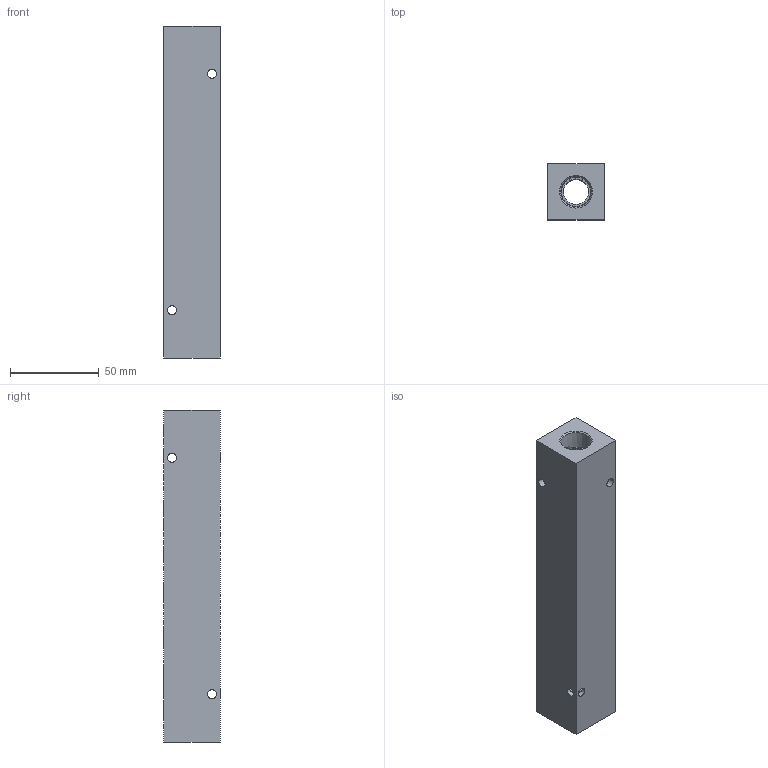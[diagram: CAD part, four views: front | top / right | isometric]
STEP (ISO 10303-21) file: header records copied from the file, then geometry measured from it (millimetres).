
FILE_DESCRIPTION (( 'STEP AP203' ), '1' );
FILE_NAME ('MRA-8DC.step', '2015-12-02T21:10:37', ( '' ), ( '' ), 'SwSTEP 2.0', 'SolidWorks 2015', '' );
FILE_SCHEMA (( 'CONFIG_CONTROL_DESIGN' ));
Length unit declared in the file: inch
Products named in the file (1): MRA-8DC
Bounding box: 31.75 x 31.75 x 187.32 mm (x, y, z)
Volume: 144344.6 mm3; surface area: 36843.8 mm2
Topology: 1 solids, 1 shells, 98 faces, 274 edges, 172 vertices
Faces by surface type: cone 40, cylinder 34, plane 24
Entity records: 3973 total; most frequent: CARTESIAN_POINT 1397, ORIENTED_EDGE 548, DIRECTION 500, EDGE_CURVE 274, AXIS2_PLACEMENT_3D 199, VERTEX_POINT 172, EDGE_LOOP 122, VECTOR 102
